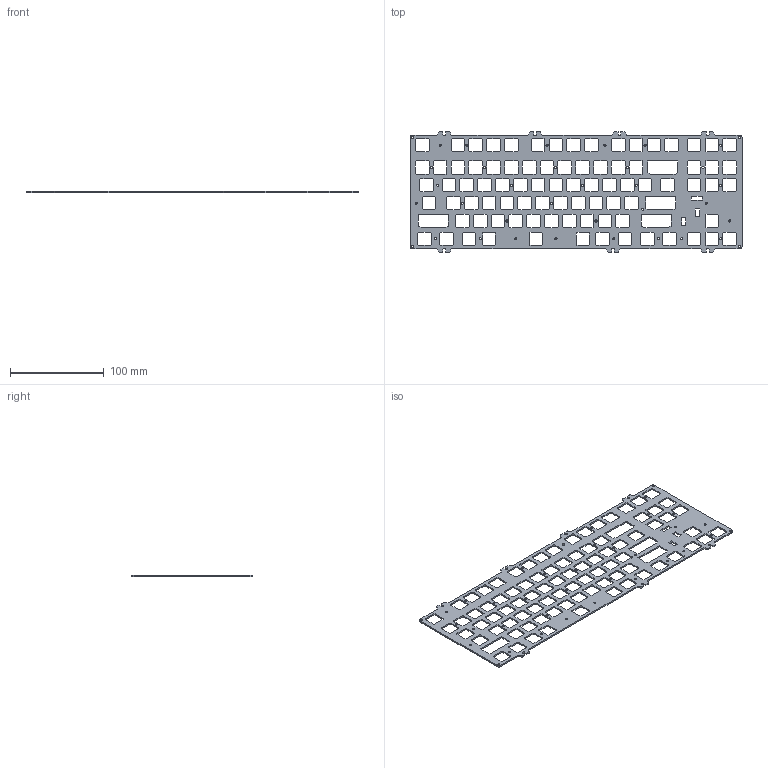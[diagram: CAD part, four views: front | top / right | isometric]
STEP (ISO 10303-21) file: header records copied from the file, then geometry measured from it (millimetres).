
FILE_DESCRIPTION(('KiCad electronic assembly'),'2;1');
FILE_NAME('EC87plate.step','2024-01-23T15:24:50',('Pcbnew'),('Kicad'), 'Open CASCADE STEP processor 7.7','KiCad to STEP converter','Unknown' );
FILE_SCHEMA(('AUTOMOTIVE_DESIGN { 1 0 10303 214 1 1 1 1 }'));
Length unit declared in the file: millimetre
Products named in the file (2): EC87plate 1; plate PCB
Assembly tree (1 placements, depth 2):
  EC87plate 1
    plate PCB
Bounding box: 354 x 129 x 1.58 mm (x, y, z)
Volume: 37748.5 mm3; surface area: 57882.4 mm2
Topology: 1 solids, 1 shells, 1039 faces, 3111 edges, 2074 vertices
Faces by surface type: plane 1003, cylinder 36
Full cylindrical faces by diameter (mm): 2.3 x36
Entity records: 75537 total; most frequent: CARTESIAN_POINT 12880, DIRECTION 11415, LINE 9189, VECTOR 9189, ORIENTED_EDGE 6222, PCURVE 6222, DEFINITIONAL_REPRESENTATION 6222, EDGE_CURVE 3111
